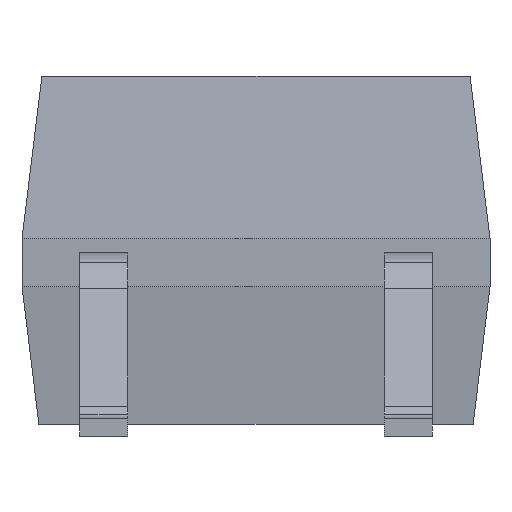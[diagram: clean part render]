
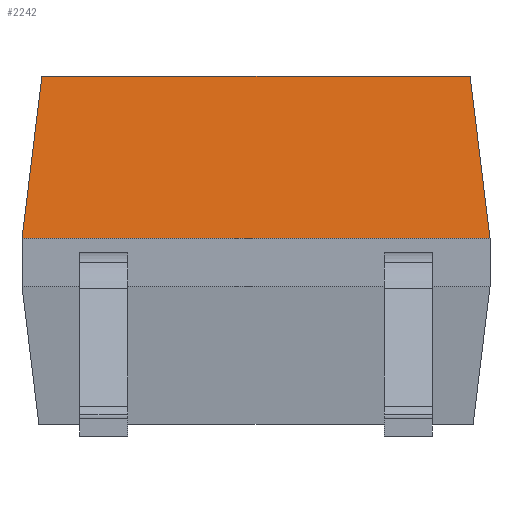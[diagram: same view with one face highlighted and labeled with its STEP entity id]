
A CAD part, left-side view. The second image highlights one B-rep face of the part: STEP entity #2242.
In plain terms, the highlighted planar face has unit normal (-0.993, 0, 0.122).
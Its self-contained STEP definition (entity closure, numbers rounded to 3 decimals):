
#2186=CARTESIAN_POINT('',(-2.134,-1.784,3.));
#2187=VERTEX_POINT('',#2186);
#2188=CARTESIAN_POINT('',(-2.3,-1.95,1.65));
#2189=VERTEX_POINT('',#2188);
#2190=CARTESIAN_POINT('',(-2.134,-1.784,3.));
#2191=DIRECTION('',(-0.121,-0.121,-0.985));
#2192=VECTOR('',#2191,1.37);
#2193=LINE('',#2190,#2192);
#2194=EDGE_CURVE('',#2187,#2189,#2193,.T.);
#2212=CARTESIAN_POINT('',(-2.159,-1.9,2.8));
#2213=DIRECTION('',(-0.993,0.,0.122));
#2214=DIRECTION('',(0.122,0.0,0.993));
#2215=AXIS2_PLACEMENT_3D('',#2212,#2213,#2214);
#2216=PLANE('',#2215);
#2217=CARTESIAN_POINT('',(-2.3,1.95,1.65));
#2218=VERTEX_POINT('',#2217);
#2219=CARTESIAN_POINT('',(-2.134,1.784,3.));
#2220=VERTEX_POINT('',#2219);
#2221=CARTESIAN_POINT('',(-2.3,1.95,1.65));
#2222=DIRECTION('',(0.121,-0.121,0.985));
#2223=VECTOR('',#2222,1.37);
#2224=LINE('',#2221,#2223);
#2225=EDGE_CURVE('',#2218,#2220,#2224,.T.);
#2226=ORIENTED_EDGE('',*,*,#2225,.F.);
#2227=CARTESIAN_POINT('',(-2.3,-1.95,1.65));
#2228=DIRECTION('',(0.0,1.0,0.0));
#2229=VECTOR('',#2228,3.9);
#2230=LINE('',#2227,#2229);
#2231=EDGE_CURVE('',#2189,#2218,#2230,.T.);
#2232=ORIENTED_EDGE('',*,*,#2231,.F.);
#2233=ORIENTED_EDGE('',*,*,#2194,.F.);
#2234=CARTESIAN_POINT('',(-2.134,1.784,3.));
#2235=DIRECTION('',(0.0,-1.0,0.0));
#2236=VECTOR('',#2235,3.569);
#2237=LINE('',#2234,#2236);
#2238=EDGE_CURVE('',#2187,#2220,#2237,.F.);
#2239=ORIENTED_EDGE('',*,*,#2238,.T.);
#2240=EDGE_LOOP('',(#2226,#2232,#2233,#2239));
#2241=FACE_OUTER_BOUND('',#2240,.T.);
#2242=ADVANCED_FACE('',(#2241),#2216,.T.);
